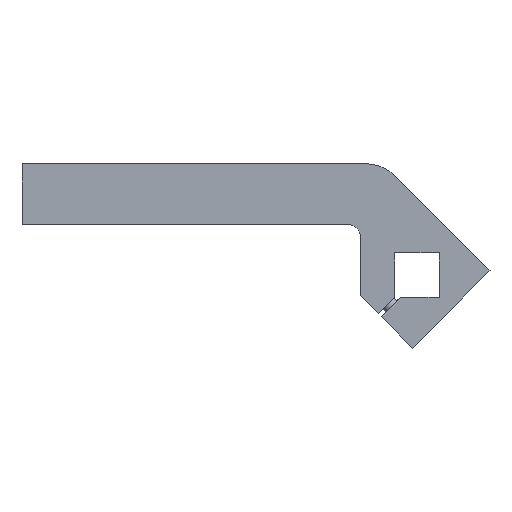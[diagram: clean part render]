
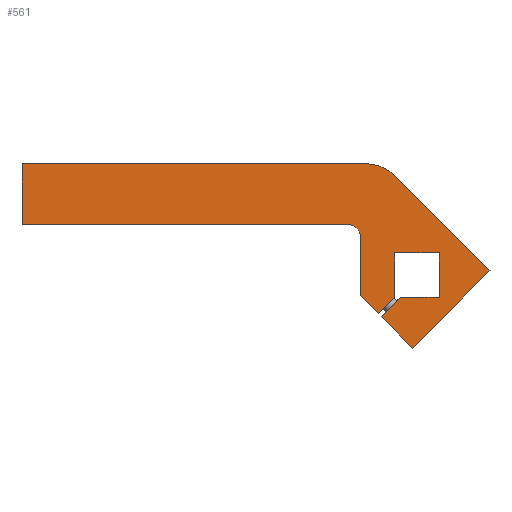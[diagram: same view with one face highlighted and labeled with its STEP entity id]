
A CAD part, left-side view. The second image highlights one B-rep face of the part: STEP entity #561.
In plain terms, the highlighted planar face has unit normal (-1, 0, 0).
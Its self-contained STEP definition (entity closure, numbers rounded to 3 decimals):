
#37=PLANE('',#613);
#55=FACE_OUTER_BOUND('',#83,.T.);
#83=EDGE_LOOP('',(#405,#406,#407,#408,#409,#410,#411,#412,#413,#414,#415,
#416,#417,#418,#419,#420));
#131=LINE('',#832,#185);
#134=LINE('',#844,#188);
#137=LINE('',#850,#191);
#138=LINE('',#852,#192);
#139=LINE('',#853,#193);
#140=LINE('',#855,#194);
#141=LINE('',#857,#195);
#142=LINE('',#859,#196);
#143=LINE('',#861,#197);
#144=LINE('',#863,#198);
#145=LINE('',#865,#199);
#146=LINE('',#867,#200);
#147=LINE('',#869,#201);
#148=LINE('',#870,#202);
#185=VECTOR('',#671,10.);
#188=VECTOR('',#682,10.);
#191=VECTOR('',#687,10.);
#192=VECTOR('',#688,10.);
#193=VECTOR('',#689,10.);
#194=VECTOR('',#690,10.);
#195=VECTOR('',#691,10.);
#196=VECTOR('',#692,10.);
#197=VECTOR('',#693,10.);
#198=VECTOR('',#694,10.);
#199=VECTOR('',#695,10.);
#200=VECTOR('',#696,10.);
#201=VECTOR('',#697,10.);
#202=VECTOR('',#698,10.);
#236=CIRCLE('',#607,6.);
#238=CIRCLE('',#611,20.);
#261=VERTEX_POINT('',#822);
#262=VERTEX_POINT('',#824);
#264=VERTEX_POINT('',#830);
#267=VERTEX_POINT('',#837);
#268=VERTEX_POINT('',#839);
#269=VERTEX_POINT('',#843);
#271=VERTEX_POINT('',#849);
#272=VERTEX_POINT('',#851);
#273=VERTEX_POINT('',#854);
#274=VERTEX_POINT('',#856);
#275=VERTEX_POINT('',#858);
#276=VERTEX_POINT('',#860);
#277=VERTEX_POINT('',#862);
#278=VERTEX_POINT('',#864);
#279=VERTEX_POINT('',#866);
#280=VERTEX_POINT('',#868);
#313=EDGE_CURVE('',#261,#262,#236,.T.);
#317=EDGE_CURVE('',#261,#264,#131,.T.);
#320=EDGE_CURVE('',#267,#268,#238,.T.);
#322=EDGE_CURVE('',#269,#268,#134,.T.);
#325=EDGE_CURVE('',#267,#271,#137,.T.);
#326=EDGE_CURVE('',#271,#272,#138,.T.);
#327=EDGE_CURVE('',#272,#262,#139,.T.);
#328=EDGE_CURVE('',#264,#273,#140,.T.);
#329=EDGE_CURVE('',#273,#274,#141,.T.);
#330=EDGE_CURVE('',#274,#275,#142,.T.);
#331=EDGE_CURVE('',#275,#276,#143,.T.);
#332=EDGE_CURVE('',#276,#277,#144,.T.);
#333=EDGE_CURVE('',#277,#278,#145,.T.);
#334=EDGE_CURVE('',#278,#279,#146,.T.);
#335=EDGE_CURVE('',#279,#280,#147,.T.);
#336=EDGE_CURVE('',#280,#269,#148,.T.);
#405=ORIENTED_EDGE('',*,*,#320,.F.);
#406=ORIENTED_EDGE('',*,*,#325,.T.);
#407=ORIENTED_EDGE('',*,*,#326,.T.);
#408=ORIENTED_EDGE('',*,*,#327,.T.);
#409=ORIENTED_EDGE('',*,*,#313,.F.);
#410=ORIENTED_EDGE('',*,*,#317,.T.);
#411=ORIENTED_EDGE('',*,*,#328,.T.);
#412=ORIENTED_EDGE('',*,*,#329,.T.);
#413=ORIENTED_EDGE('',*,*,#330,.T.);
#414=ORIENTED_EDGE('',*,*,#331,.T.);
#415=ORIENTED_EDGE('',*,*,#332,.T.);
#416=ORIENTED_EDGE('',*,*,#333,.T.);
#417=ORIENTED_EDGE('',*,*,#334,.T.);
#418=ORIENTED_EDGE('',*,*,#335,.T.);
#419=ORIENTED_EDGE('',*,*,#336,.T.);
#420=ORIENTED_EDGE('',*,*,#322,.T.);
#561=ADVANCED_FACE('',(#55),#37,.T.);
#607=AXIS2_PLACEMENT_3D('',#825,#664,#665);
#611=AXIS2_PLACEMENT_3D('',#840,#677,#678);
#613=AXIS2_PLACEMENT_3D('',#848,#685,#686);
#664=DIRECTION('center_axis',(-1.,0.,0.));
#665=DIRECTION('ref_axis',(0.,-0.707,0.707));
#671=DIRECTION('',(0.,0.,-1.));
#677=DIRECTION('center_axis',(1.,0.,0.));
#678=DIRECTION('ref_axis',(0.,-0.383,0.924));
#682=DIRECTION('',(0.,0.707,0.707));
#685=DIRECTION('center_axis',(-1.,0.,0.));
#686=DIRECTION('ref_axis',(0.,0.,1.));
#687=DIRECTION('',(0.,1.,0.));
#688=DIRECTION('',(0.,0.,-1.));
#689=DIRECTION('',(0.,-1.,0.));
#690=DIRECTION('',(0.,-0.707,-0.707));
#691=DIRECTION('',(0.,-0.707,0.707));
#692=DIRECTION('',(0.,0.,1.));
#693=DIRECTION('',(0.,-1.,0.));
#694=DIRECTION('',(0.,0.,-1.));
#695=DIRECTION('',(0.,1.,0.));
#696=DIRECTION('',(0.,0.707,-0.707));
#697=DIRECTION('',(0.,-0.707,-0.707));
#698=DIRECTION('',(0.,-0.707,0.707));
#822=CARTESIAN_POINT('',(-12.5,28.,19.));
#824=CARTESIAN_POINT('',(-12.5,34.,25.));
#825=CARTESIAN_POINT('Origin',(-12.5,34.,19.));
#830=CARTESIAN_POINT('',(-12.5,28.,-10.184));
#832=CARTESIAN_POINT('',(-12.5,28.,-10.184));
#837=CARTESIAN_POINT('',(-12.5,25.101,55.));
#839=CARTESIAN_POINT('',(-12.5,10.958,49.142));
#840=CARTESIAN_POINT('Origin',(-12.5,25.101,35.));
#843=CARTESIAN_POINT('',(-12.5,-36.062,2.121));
#844=CARTESIAN_POINT('',(-12.5,-19.092,19.092));
#848=CARTESIAN_POINT('Origin',(-12.5,82.88,32.137));
#849=CARTESIAN_POINT('',(-12.5,195.,55.));
#850=CARTESIAN_POINT('',(-12.5,195.,55.));
#851=CARTESIAN_POINT('',(-12.5,195.,25.));
#852=CARTESIAN_POINT('',(-12.5,195.,25.));
#853=CARTESIAN_POINT('',(-12.5,28.,25.));
#854=CARTESIAN_POINT('',(-12.5,19.092,-19.092));
#855=CARTESIAN_POINT('',(-12.5,19.092,-19.092));
#856=CARTESIAN_POINT('',(-12.5,11.,-11.));
#857=CARTESIAN_POINT('',(-12.5,30.363,-30.363));
#858=CARTESIAN_POINT('',(-12.5,11.,11.));
#859=CARTESIAN_POINT('',(-12.5,11.,11.));
#860=CARTESIAN_POINT('',(-12.5,-11.,11.));
#861=CARTESIAN_POINT('',(-12.5,-11.,11.));
#862=CARTESIAN_POINT('',(-12.5,-11.,-11.));
#863=CARTESIAN_POINT('',(-12.5,-11.,21.569));
#864=CARTESIAN_POINT('',(-12.5,8.172,-11.));
#865=CARTESIAN_POINT('',(-12.5,35.94,-11.));
#866=CARTESIAN_POINT('',(-12.5,17.678,-20.506));
#867=CARTESIAN_POINT('',(-12.5,16.064,-18.893));
#868=CARTESIAN_POINT('',(-12.5,2.121,-36.062));
#869=CARTESIAN_POINT('',(-12.5,19.092,-19.092));
#870=CARTESIAN_POINT('',(-12.5,-36.062,2.121));
